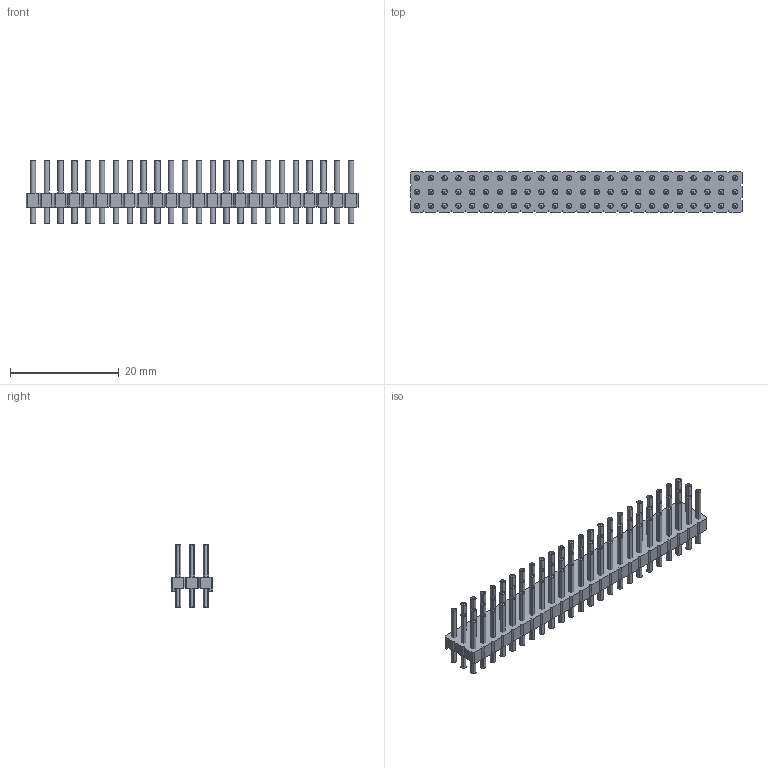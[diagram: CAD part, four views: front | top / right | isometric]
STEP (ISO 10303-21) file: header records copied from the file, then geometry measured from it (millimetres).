
FILE_DESCRIPTION(/* description */ ('-'),/* implementation_level */ '2;1');
FILE_NAME(/* name */ 'Stiftleiste, RM 2,54 mm - 6-3 mm, gerade - 3 x 24 - schwarz',/* time_stamp */ '2022-04-18T17:55:28+02:00',/* author */ ('c.wilms'),/* organization */ ('-'),/* preprocessor_version */ 'ST-DEVELOPER v16.7',/* originating_system */ 'Solid Edge',/* authorisation */ 'Unknown');
FILE_SCHEMA (('AUTOMOTIVE_DESIGN { 1 0 10303 214 3 1 1 }','AUTOMOTIVE_DESIGN {1 0 10303 214 3 1 1}'));
Length unit declared in the file: millimetre
Products named in the file (3): Stiftleiste, RM 2,54 mm - 6-3 mm, gerade - 3 x 24 - schwarz; Stiftleiste, RM 2,54 mm - Stift -  6-3 mm, gerade; Stiftleiste, RM 2,54 mm - Träger - 3 x 24 - schwarz
Assembly tree (73 placements, depth 2):
  Stiftleiste, RM 2,54 mm - 6-3 mm, gerade - 3 x 24 - schwarz
    Stiftleiste, RM 2,54 mm - Stift -  6-3 mm, gerade  x72
    Stiftleiste, RM 2,54 mm - Träger - 3 x 24 - schwarz
Bounding box: 60.96 x 7.62 x 11.54 mm (x, y, z)
Volume: 1243.6 mm3; surface area: 6316.4 mm2
Topology: 73 solids, 145 shells, 2108 faces, 5886 edges, 3924 vertices
Faces by surface type: plane 1460, cylinder 648
Full cylindrical faces by diameter (mm): 1 x72
Entity records: 26490 total; most frequent: CARTESIAN_POINT 4607, ORIENTED_EDGE 4526, DIRECTION 4524, EDGE_CURVE 2264, LINE 1670, VECTOR 1670, VERTEX_POINT 1510, AXIS2_PLACEMENT_3D 1427
